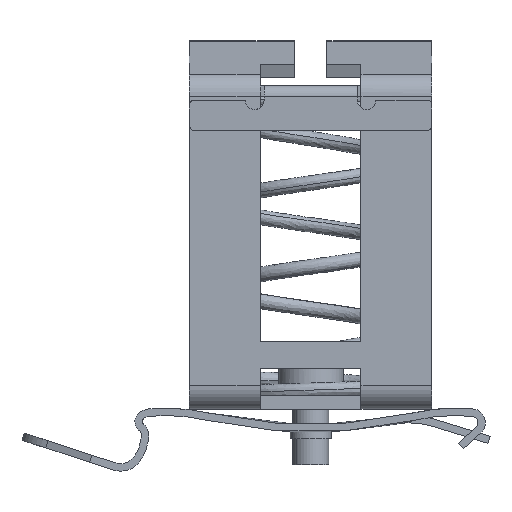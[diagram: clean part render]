
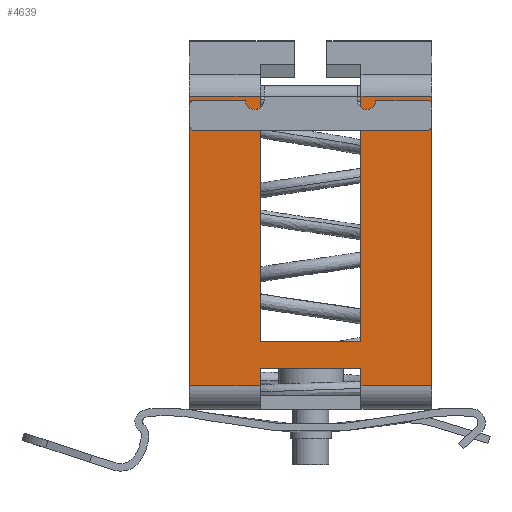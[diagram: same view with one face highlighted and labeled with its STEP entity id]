
A CAD part, left-side view. The second image highlights one B-rep face of the part: STEP entity #4639.
In plain terms, the highlighted planar face has unit normal (-1, 0, 0).
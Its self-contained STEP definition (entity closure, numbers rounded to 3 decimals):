
#4618=AXIS2_PLACEMENT_3D('Plane Axis2P3D',#4615,#4616,#4617) ;
#1985=CARTESIAN_POINT('Vertex',(1.2,6.239,40.209)) ;
#2082=CARTESIAN_POINT('Line Origine',(1.201,6.239,24.685)) ;
#2086=CARTESIAN_POINT('Vertex',(1.202,6.239,9.16)) ;
#2197=CARTESIAN_POINT('Vertex',(1.2,13.839,40.209)) ;
#2465=CARTESIAN_POINT('Vertex',(1.202,13.839,9.16)) ;
#2468=CARTESIAN_POINT('Line Origine',(1.202,13.839,10.11)) ;
#2472=CARTESIAN_POINT('Vertex',(1.202,13.839,11.06)) ;
#2526=CARTESIAN_POINT('Vertex',(1.202,24.639,13.86)) ;
#2529=CARTESIAN_POINT('Line Origine',(1.202,19.239,13.86)) ;
#2533=CARTESIAN_POINT('Vertex',(1.202,13.839,13.86)) ;
#2557=CARTESIAN_POINT('Vertex',(1.2,24.639,40.209)) ;
#2560=CARTESIAN_POINT('Line Origine',(1.201,24.639,27.035)) ;
#2614=CARTESIAN_POINT('Vertex',(1.202,32.239,9.16)) ;
#2929=CARTESIAN_POINT('Vertex',(1.202,24.639,9.16)) ;
#2932=CARTESIAN_POINT('Line Origine',(1.202,19.239,9.16)) ;
#3575=CARTESIAN_POINT('Vertex',(1.2,32.239,40.209)) ;
#3578=CARTESIAN_POINT('Line Origine',(1.2,19.239,40.209)) ;
#4447=CARTESIAN_POINT('Line Origine',(1.202,19.239,9.16)) ;
#4459=CARTESIAN_POINT('Line Origine',(1.201,32.239,24.685)) ;
#4485=CARTESIAN_POINT('Line Origine',(1.202,19.239,11.06)) ;
#4489=CARTESIAN_POINT('Vertex',(1.202,24.639,11.06)) ;
#4504=CARTESIAN_POINT('Line Origine',(1.202,24.639,10.11)) ;
#4516=CARTESIAN_POINT('Line Origine',(1.201,13.839,27.035)) ;
#4615=CARTESIAN_POINT('Axis2P3D Location',(1.202,19.239,8.16)) ;
#4620=CARTESIAN_POINT('Line Origine',(1.2,10.039,40.209)) ;
#2083=DIRECTION('Vector Direction',(0.,0.,-1.)) ;
#2469=DIRECTION('Vector Direction',(0.,0.,-1.)) ;
#2530=DIRECTION('Vector Direction',(0.,1.,0.)) ;
#2561=DIRECTION('Vector Direction',(0.,0.,1.)) ;
#2933=DIRECTION('Vector Direction',(0.,-1.,0.)) ;
#3579=DIRECTION('Vector Direction',(0.,-1.,0.)) ;
#4448=DIRECTION('Vector Direction',(0.,-1.,0.)) ;
#4460=DIRECTION('Vector Direction',(0.,0.,-1.)) ;
#4486=DIRECTION('Vector Direction',(0.,1.,0.)) ;
#4505=DIRECTION('Vector Direction',(0.,0.,-1.)) ;
#4517=DIRECTION('Vector Direction',(0.,0.,1.)) ;
#4616=DIRECTION('Axis2P3D Direction',(-1.,0.,0.)) ;
#4617=DIRECTION('Axis2P3D XDirection',(0.,-1.,0.)) ;
#4621=DIRECTION('Vector Direction',(0.,-1.,0.)) ;
#2084=VECTOR('Line Direction',#2083,1.) ;
#2470=VECTOR('Line Direction',#2469,1.) ;
#2531=VECTOR('Line Direction',#2530,1.) ;
#2562=VECTOR('Line Direction',#2561,1.) ;
#2934=VECTOR('Line Direction',#2933,1.) ;
#3580=VECTOR('Line Direction',#3579,1.) ;
#4449=VECTOR('Line Direction',#4448,1.) ;
#4461=VECTOR('Line Direction',#4460,1.) ;
#4487=VECTOR('Line Direction',#4486,1.) ;
#4506=VECTOR('Line Direction',#4505,1.) ;
#4518=VECTOR('Line Direction',#4517,1.) ;
#4622=VECTOR('Line Direction',#4621,1.) ;
#4626=ORIENTED_EDGE('',*,*,#4520,.F.) ;
#4627=ORIENTED_EDGE('',*,*,#2535,.T.) ;
#4628=ORIENTED_EDGE('',*,*,#2564,.T.) ;
#4629=ORIENTED_EDGE('',*,*,#3582,.F.) ;
#4630=ORIENTED_EDGE('',*,*,#4463,.T.) ;
#4631=ORIENTED_EDGE('',*,*,#2936,.T.) ;
#4632=ORIENTED_EDGE('',*,*,#4508,.F.) ;
#4633=ORIENTED_EDGE('',*,*,#4491,.F.) ;
#4634=ORIENTED_EDGE('',*,*,#2474,.T.) ;
#4635=ORIENTED_EDGE('',*,*,#4451,.T.) ;
#4636=ORIENTED_EDGE('',*,*,#2088,.F.) ;
#4637=ORIENTED_EDGE('',*,*,#4624,.F.) ;
#4639=ADVANCED_FACE('V2',(#4638),#4619,.T.) ;
#2088=EDGE_CURVE('',#1986,#2087,#2085,.T.) ;
#2474=EDGE_CURVE('',#2473,#2466,#2471,.T.) ;
#2535=EDGE_CURVE('',#2534,#2527,#2532,.T.) ;
#2564=EDGE_CURVE('',#2527,#2558,#2563,.T.) ;
#2936=EDGE_CURVE('',#2615,#2930,#2935,.T.) ;
#3582=EDGE_CURVE('',#3576,#2558,#3581,.T.) ;
#4451=EDGE_CURVE('',#2466,#2087,#4450,.T.) ;
#4463=EDGE_CURVE('',#3576,#2615,#4462,.T.) ;
#4491=EDGE_CURVE('',#2473,#4490,#4488,.T.) ;
#4508=EDGE_CURVE('',#4490,#2930,#4507,.T.) ;
#4520=EDGE_CURVE('',#2534,#2198,#4519,.T.) ;
#4624=EDGE_CURVE('',#2198,#1986,#4623,.T.) ;
#4625=EDGE_LOOP('',(#4626,#4627,#4628,#4629,#4630,#4631,#4632,#4633,#4634,#4635,#4636,#4637)) ;
#4638=FACE_OUTER_BOUND('',#4625,.T.) ;
#2085=LINE('Line',#2082,#2084) ;
#2471=LINE('Line',#2468,#2470) ;
#2532=LINE('Line',#2529,#2531) ;
#2563=LINE('Line',#2560,#2562) ;
#2935=LINE('Line',#2932,#2934) ;
#3581=LINE('Line',#3578,#3580) ;
#4450=LINE('Line',#4447,#4449) ;
#4462=LINE('Line',#4459,#4461) ;
#4488=LINE('Line',#4485,#4487) ;
#4507=LINE('Line',#4504,#4506) ;
#4519=LINE('Line',#4516,#4518) ;
#4623=LINE('Line',#4620,#4622) ;
#4619=PLANE('',#4618) ;
#1986=VERTEX_POINT('',#1985) ;
#2087=VERTEX_POINT('',#2086) ;
#2198=VERTEX_POINT('',#2197) ;
#2466=VERTEX_POINT('',#2465) ;
#2473=VERTEX_POINT('',#2472) ;
#2527=VERTEX_POINT('',#2526) ;
#2534=VERTEX_POINT('',#2533) ;
#2558=VERTEX_POINT('',#2557) ;
#2615=VERTEX_POINT('',#2614) ;
#2930=VERTEX_POINT('',#2929) ;
#3576=VERTEX_POINT('',#3575) ;
#4490=VERTEX_POINT('',#4489) ;
